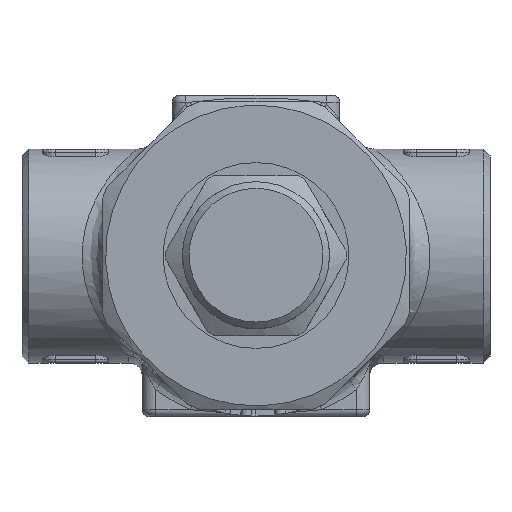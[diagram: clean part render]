
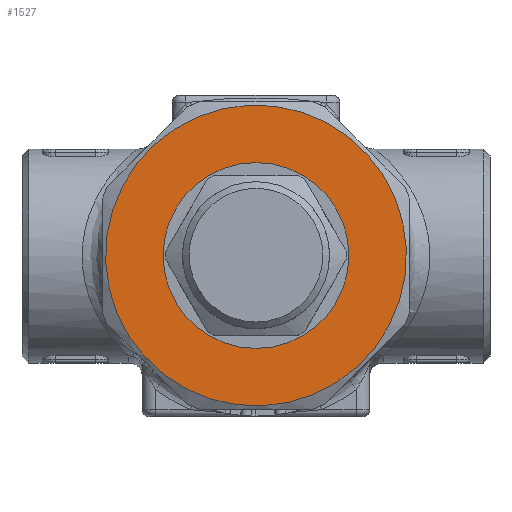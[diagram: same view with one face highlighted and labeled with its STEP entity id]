
A CAD part, top view. The second image highlights one B-rep face of the part: STEP entity #1527.
In plain terms, the highlighted planar face has unit normal (0, 0, 1).
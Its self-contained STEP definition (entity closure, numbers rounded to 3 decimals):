
#767=CARTESIAN_POINT('',(13.9,0.,52.));
#768=VERTEX_POINT('',#767);
#769=CARTESIAN_POINT('',(0.,0.,52.));
#770=DIRECTION('',(0.0,0.0,-1.0));
#771=DIRECTION('',(-1.0,0.0,0.0));
#772=AXIS2_PLACEMENT_3D('',#769,#770,#771);
#773=CIRCLE('',#772,13.9);
#774=EDGE_CURVE('',#768,#768,#773,.T.);
#807=CARTESIAN_POINT('',(8.61,-20.787,52.));
#808=VERTEX_POINT('',#807);
#809=CARTESIAN_POINT('',(0.,0.,52.));
#810=DIRECTION('',(0.0,0.0,1.0));
#811=DIRECTION('',(0.383,-0.924,0.0));
#812=AXIS2_PLACEMENT_3D('',#809,#810,#811);
#813=CIRCLE('',#812,22.5);
#814=EDGE_CURVE('',#808,#808,#813,.T.);
#1516=CARTESIAN_POINT('',(0.,0.,52.));
#1517=DIRECTION('',(0.0,0.0,1.0));
#1518=DIRECTION('',(1.0,0.0,0.0));
#1519=AXIS2_PLACEMENT_3D('',#1516,#1517,#1518);
#1520=PLANE('',#1519);
#1521=ORIENTED_EDGE('',*,*,#814,.T.);
#1522=EDGE_LOOP('',(#1521));
#1523=FACE_OUTER_BOUND('',#1522,.T.);
#1524=ORIENTED_EDGE('',*,*,#774,.T.);
#1525=EDGE_LOOP('',(#1524));
#1526=FACE_BOUND('',#1525,.T.);
#1527=ADVANCED_FACE('',(#1523,#1526),#1520,.T.);
